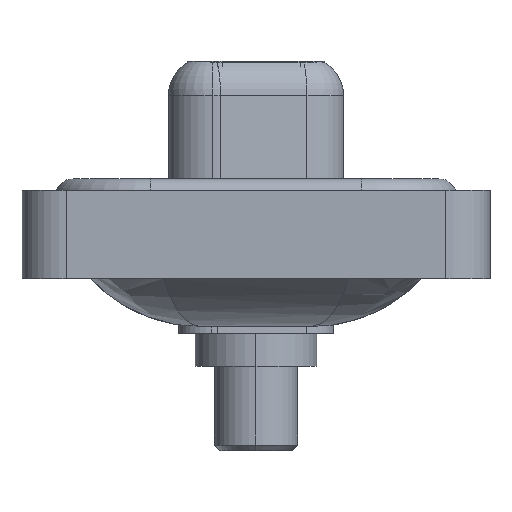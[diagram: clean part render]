
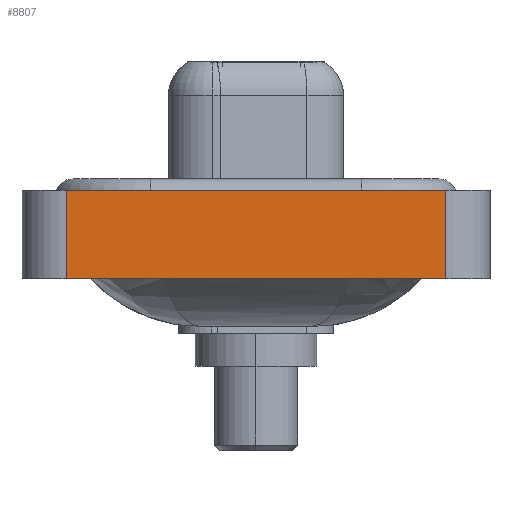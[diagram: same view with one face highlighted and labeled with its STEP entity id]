
A CAD part, left-side view. The second image highlights one B-rep face of the part: STEP entity #8807.
In plain terms, the highlighted planar face has unit normal (-1, 0, 0).
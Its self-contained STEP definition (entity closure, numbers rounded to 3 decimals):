
#335 = ORIENTED_EDGE ( 'NONE', *, *, #14847, .F. ) ;
#859 = DIRECTION ( 'NONE',  ( 0., 0., 1. ) ) ;
#1227 = VECTOR ( 'NONE', #12694, 1000. ) ;
#1989 = VECTOR ( 'NONE', #12415, 1000. ) ;
#1996 = ORIENTED_EDGE ( 'NONE', *, *, #10530, .F. ) ;
#4286 = DIRECTION ( 'NONE',  ( 0., -1., 0. ) ) ;
#4511 = CARTESIAN_POINT ( 'NONE',  ( -7.35, 8.55, 0.4 ) ) ;
#4773 = CARTESIAN_POINT ( 'NONE',  ( -7.35, -8.55, -3.6 ) ) ;
#5389 = LINE ( 'NONE', #12005, #8169 ) ;
#6081 = CARTESIAN_POINT ( 'NONE',  ( -7.35, -8.55, -3.6 ) ) ;
#6793 = EDGE_LOOP ( 'NONE', ( #7085, #335, #1996, #9835 ) ) ;
#7085 = ORIENTED_EDGE ( 'NONE', *, *, #14186, .T. ) ;
#7646 = CARTESIAN_POINT ( 'NONE',  ( -7.35, -8.55, -3.6 ) ) ;
#7701 = VERTEX_POINT ( 'NONE', #9420 ) ;
#8169 = VECTOR ( 'NONE', #4286, 1000. ) ;
#8807 = ADVANCED_FACE ( 'NONE', ( #15170 ), #12398, .T. ) ;
#9120 = VERTEX_POINT ( 'NONE', #14411 ) ;
#9420 = CARTESIAN_POINT ( 'NONE',  ( -7.35, 8.55, -3.6 ) ) ;
#9451 = CARTESIAN_POINT ( 'NONE',  ( -7.35, -8.55, 0.4 ) ) ;
#9835 = ORIENTED_EDGE ( 'NONE', *, *, #11309, .T. ) ;
#9965 = LINE ( 'NONE', #11218, #1989 ) ;
#10006 = AXIS2_PLACEMENT_3D ( 'NONE', #6081, #12482, #859 ) ;
#10530 = EDGE_CURVE ( 'NONE', #7701, #15340, #9965, .T. ) ;
#11081 = VECTOR ( 'NONE', #13787, 1000. ) ;
#11218 = CARTESIAN_POINT ( 'NONE',  ( -7.35, 8.55, -3.6 ) ) ;
#11309 = EDGE_CURVE ( 'NONE', #7701, #9120, #14049, .T. ) ;
#12005 = CARTESIAN_POINT ( 'NONE',  ( -7.35, -8.55, 0.4 ) ) ;
#12398 = PLANE ( 'NONE',  #10006 ) ;
#12415 = DIRECTION ( 'NONE',  ( 0., 0., 1. ) ) ;
#12482 = DIRECTION ( 'NONE',  ( -1., 0., 0. ) ) ;
#12694 = DIRECTION ( 'NONE',  ( 0., -1., 0. ) ) ;
#13787 = DIRECTION ( 'NONE',  ( 0., 0., 1. ) ) ;
#14037 = LINE ( 'NONE', #4773, #11081 ) ;
#14049 = LINE ( 'NONE', #7646, #1227 ) ;
#14186 = EDGE_CURVE ( 'NONE', #9120, #15746, #14037, .T. ) ;
#14411 = CARTESIAN_POINT ( 'NONE',  ( -7.35, -8.55, -3.6 ) ) ;
#14847 = EDGE_CURVE ( 'NONE', #15340, #15746, #5389, .T. ) ;
#15170 = FACE_OUTER_BOUND ( 'NONE', #6793, .T. ) ;
#15340 = VERTEX_POINT ( 'NONE', #4511 ) ;
#15746 = VERTEX_POINT ( 'NONE', #9451 ) ;
